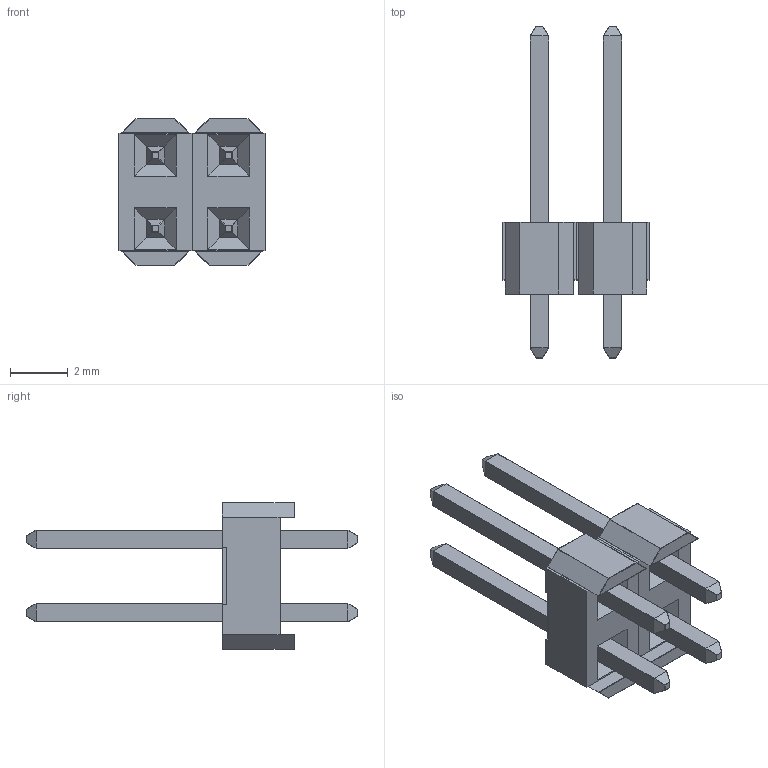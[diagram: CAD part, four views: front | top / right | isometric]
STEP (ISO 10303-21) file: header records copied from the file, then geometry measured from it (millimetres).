
FILE_DESCRIPTION (( 'STEP AP214' ), '1' );
FILE_NAME ('header-2.54-2x2.STEP', '2021-07-10T12:37:01', ( '' ), ( '' ), 'SwSTEP 2.0', 'SolidWorks 2021', '' );
FILE_SCHEMA (( 'AUTOMOTIVE_DESIGN' ));
Length unit declared in the file: millimetre
Products named in the file (3): header-2.54-2x2; header-2.54-body2_默认; header-2.54-pin_默认
Assembly tree (6 placements, depth 2):
  header-2.54-2x2
    header-2.54-body2_默认  x2
    header-2.54-pin_默认  x4
Bounding box: 5.08 x 11.5 x 5.08 mm (x, y, z)
Volume: 64.4 mm3; surface area: 247.1 mm2
Topology: 6 solids, 6 shells, 340 faces, 796 edges, 464 vertices
Faces by surface type: cylinder 144, plane 140, sphere 48, torus 8
Entity records: 3714 total; most frequent: CARTESIAN_POINT 709, DIRECTION 618, ORIENTED_EDGE 600, EDGE_CURVE 300, AXIS2_PLACEMENT_3D 213, LINE 192, VECTOR 192, VERTEX_POINT 176
